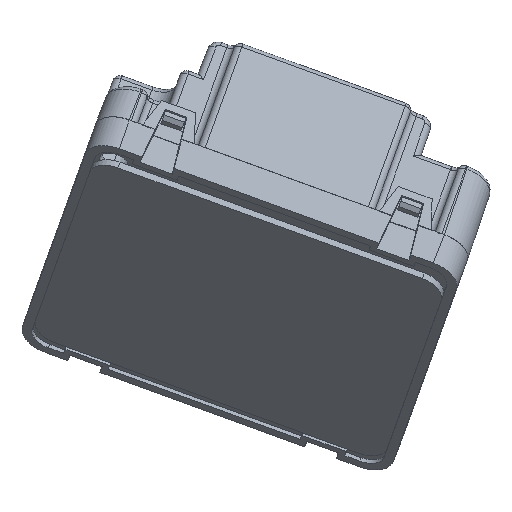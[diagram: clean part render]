
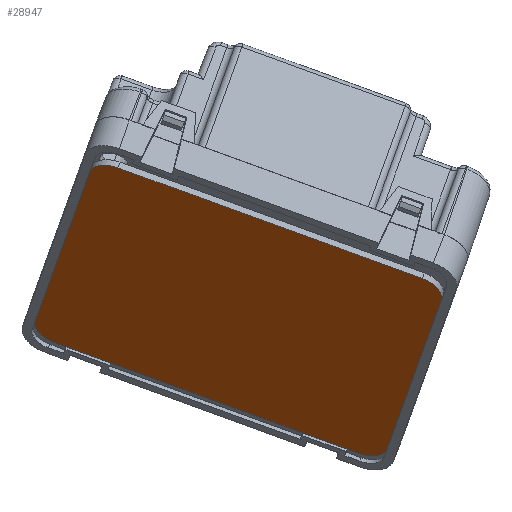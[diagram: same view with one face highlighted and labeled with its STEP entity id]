
A CAD part, left-side view. The second image highlights one B-rep face of the part: STEP entity #28947.
In plain terms, the highlighted face is planar.
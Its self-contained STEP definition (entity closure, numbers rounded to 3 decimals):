
#28749=CARTESIAN_POINT('Vertex',(23.5,-0.5,22.5)) ;
#28752=CARTESIAN_POINT('Line Origine',(23.5,-0.5,0.)) ;
#28756=CARTESIAN_POINT('Vertex',(23.5,-0.5,-22.5)) ;
#28776=CARTESIAN_POINT('Axis2P3D Location',(20.,-0.5,-22.5)) ;
#28780=CARTESIAN_POINT('Vertex',(20.,-0.5,-26.)) ;
#28800=CARTESIAN_POINT('Line Origine',(0.,-0.5,-26.)) ;
#28804=CARTESIAN_POINT('Vertex',(-20.,-0.5,-26.)) ;
#28824=CARTESIAN_POINT('Axis2P3D Location',(-20.,-0.5,-22.5)) ;
#28828=CARTESIAN_POINT('Vertex',(-23.5,-0.5,-22.5)) ;
#28848=CARTESIAN_POINT('Line Origine',(-23.5,-0.5,0.)) ;
#28852=CARTESIAN_POINT('Vertex',(-23.5,-0.5,22.5)) ;
#28872=CARTESIAN_POINT('Axis2P3D Location',(-20.,-0.5,22.5)) ;
#28876=CARTESIAN_POINT('Vertex',(-20.,-0.5,26.)) ;
#28896=CARTESIAN_POINT('Line Origine',(0.,-0.5,26.)) ;
#28900=CARTESIAN_POINT('Vertex',(20.,-0.5,26.)) ;
#28920=CARTESIAN_POINT('Axis2P3D Location',(20.,-0.5,22.5)) ;
#28932=CARTESIAN_POINT('Axis2P3D Location',(0.,-0.5,0.)) ;
#28753=DIRECTION('Vector Direction',(0.,0.,-1.)) ;
#28777=DIRECTION('Axis2P3D Direction',(0.,-1.,0.)) ;
#28801=DIRECTION('Vector Direction',(-1.,0.,0.)) ;
#28825=DIRECTION('Axis2P3D Direction',(0.,-1.,0.)) ;
#28849=DIRECTION('Vector Direction',(0.,0.,1.)) ;
#28873=DIRECTION('Axis2P3D Direction',(0.,-1.,0.)) ;
#28897=DIRECTION('Vector Direction',(1.,0.,0.)) ;
#28921=DIRECTION('Axis2P3D Direction',(0.,-1.,0.)) ;
#28933=DIRECTION('Axis2P3D Direction',(0.,-1.,0.)) ;
#28934=DIRECTION('Axis2P3D XDirection',(1.,0.,0.)) ;
#28778=AXIS2_PLACEMENT_3D('Circle Axis2P3D',#28776,#28777,$) ;
#28826=AXIS2_PLACEMENT_3D('Circle Axis2P3D',#28824,#28825,$) ;
#28874=AXIS2_PLACEMENT_3D('Circle Axis2P3D',#28872,#28873,$) ;
#28922=AXIS2_PLACEMENT_3D('Circle Axis2P3D',#28920,#28921,$) ;
#28935=AXIS2_PLACEMENT_3D('Plane Axis2P3D',#28932,#28933,#28934) ;
#28938=ORIENTED_EDGE('',*,*,#28902,.F.) ;
#28939=ORIENTED_EDGE('',*,*,#28878,.F.) ;
#28940=ORIENTED_EDGE('',*,*,#28854,.F.) ;
#28941=ORIENTED_EDGE('',*,*,#28830,.F.) ;
#28942=ORIENTED_EDGE('',*,*,#28806,.F.) ;
#28943=ORIENTED_EDGE('',*,*,#28782,.F.) ;
#28944=ORIENTED_EDGE('',*,*,#28758,.F.) ;
#28945=ORIENTED_EDGE('',*,*,#28924,.F.) ;
#28754=VECTOR('Line Direction',#28753,1.) ;
#28802=VECTOR('Line Direction',#28801,1.) ;
#28850=VECTOR('Line Direction',#28849,1.) ;
#28898=VECTOR('Line Direction',#28897,1.) ;
#28947=ADVANCED_FACE('107\\MANIFOLD_SOLID_BREP #27211',(#28946),#28936,.T.) ;
#28779=CIRCLE('generated circle',#28778,3.5) ;
#28827=CIRCLE('generated circle',#28826,3.5) ;
#28875=CIRCLE('generated circle',#28874,3.5) ;
#28923=CIRCLE('generated circle',#28922,3.5) ;
#28758=EDGE_CURVE('',#28750,#28757,#28755,.T.) ;
#28782=EDGE_CURVE('',#28757,#28781,#28779,.F.) ;
#28806=EDGE_CURVE('',#28781,#28805,#28803,.T.) ;
#28830=EDGE_CURVE('',#28805,#28829,#28827,.F.) ;
#28854=EDGE_CURVE('',#28829,#28853,#28851,.T.) ;
#28878=EDGE_CURVE('',#28853,#28877,#28875,.F.) ;
#28902=EDGE_CURVE('',#28877,#28901,#28899,.T.) ;
#28924=EDGE_CURVE('',#28901,#28750,#28923,.F.) ;
#28937=EDGE_LOOP('',(#28938,#28939,#28940,#28941,#28942,#28943,#28944,#28945)) ;
#28946=FACE_OUTER_BOUND('',#28937,.T.) ;
#28755=LINE('Line',#28752,#28754) ;
#28803=LINE('Line',#28800,#28802) ;
#28851=LINE('Line',#28848,#28850) ;
#28899=LINE('Line',#28896,#28898) ;
#28936=PLANE('',#28935) ;
#28750=VERTEX_POINT('',#28749) ;
#28757=VERTEX_POINT('',#28756) ;
#28781=VERTEX_POINT('',#28780) ;
#28805=VERTEX_POINT('',#28804) ;
#28829=VERTEX_POINT('',#28828) ;
#28853=VERTEX_POINT('',#28852) ;
#28877=VERTEX_POINT('',#28876) ;
#28901=VERTEX_POINT('',#28900) ;
